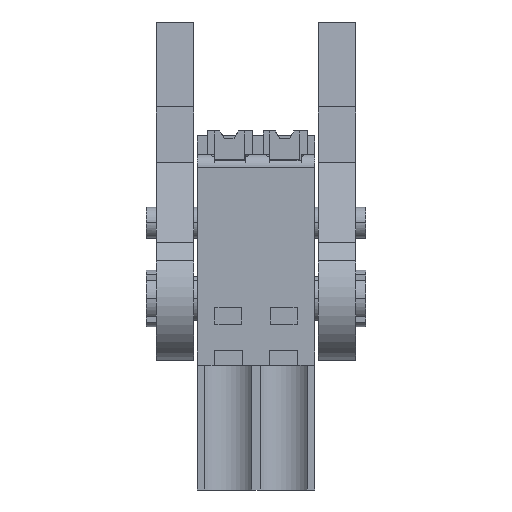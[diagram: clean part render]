
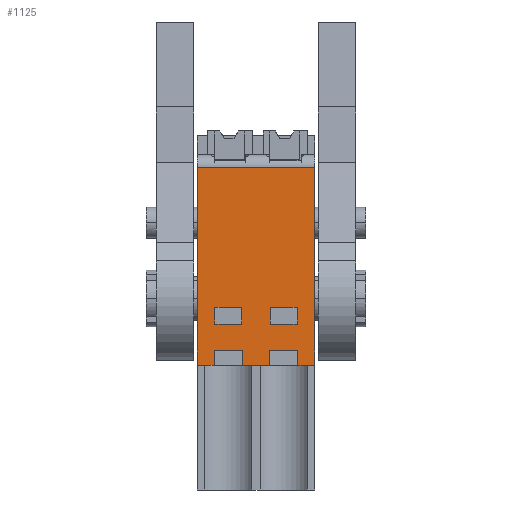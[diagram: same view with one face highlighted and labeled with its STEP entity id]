
A CAD part, front view. The second image highlights one B-rep face of the part: STEP entity #1125.
In plain terms, the highlighted planar face has unit normal (0, -1, 0).
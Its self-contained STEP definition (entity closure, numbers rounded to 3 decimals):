
#990=AXIS2_PLACEMENT_3D('Plane Axis2P3D',#987,#988,#989) ;
#98=CARTESIAN_POINT('Vertex',(3.25,5.297,7.9)) ;
#101=CARTESIAN_POINT('Line Origine',(3.25,5.297,14.15)) ;
#105=CARTESIAN_POINT('Vertex',(3.25,5.297,20.4)) ;
#864=CARTESIAN_POINT('Line Origine',(6.575,5.297,7.9)) ;
#868=CARTESIAN_POINT('Vertex',(6.1,5.297,7.9)) ;
#870=CARTESIAN_POINT('Vertex',(7.05,5.297,7.9)) ;
#891=CARTESIAN_POINT('Vertex',(4.3,5.297,7.9)) ;
#894=CARTESIAN_POINT('Line Origine',(3.775,5.297,7.9)) ;
#931=CARTESIAN_POINT('Vertex',(10.65,5.297,7.9)) ;
#934=CARTESIAN_POINT('Line Origine',(10.125,5.297,7.9)) ;
#938=CARTESIAN_POINT('Vertex',(9.6,5.297,7.9)) ;
#959=CARTESIAN_POINT('Vertex',(7.8,5.297,7.9)) ;
#962=CARTESIAN_POINT('Line Origine',(7.425,5.297,7.9)) ;
#987=CARTESIAN_POINT('Axis2P3D Location',(3.43,5.297,7.9)) ;
#992=CARTESIAN_POINT('Line Origine',(7.8,5.297,8.375)) ;
#996=CARTESIAN_POINT('Vertex',(7.8,5.297,8.85)) ;
#999=CARTESIAN_POINT('Line Origine',(8.7,5.297,8.85)) ;
#1003=CARTESIAN_POINT('Vertex',(9.6,5.297,8.85)) ;
#1006=CARTESIAN_POINT('Line Origine',(9.6,5.297,8.375)) ;
#1011=CARTESIAN_POINT('Line Origine',(10.65,5.297,14.15)) ;
#1015=CARTESIAN_POINT('Vertex',(10.65,5.297,20.4)) ;
#1018=CARTESIAN_POINT('Line Origine',(6.95,5.297,20.4)) ;
#1023=CARTESIAN_POINT('Line Origine',(4.3,5.297,8.375)) ;
#1027=CARTESIAN_POINT('Vertex',(4.3,5.297,8.85)) ;
#1030=CARTESIAN_POINT('Line Origine',(5.2,5.297,8.85)) ;
#1034=CARTESIAN_POINT('Vertex',(6.1,5.297,8.85)) ;
#1037=CARTESIAN_POINT('Line Origine',(6.1,5.297,8.375)) ;
#1057=CARTESIAN_POINT('Line Origine',(8.7,5.297,11.55)) ;
#1061=CARTESIAN_POINT('Vertex',(9.55,5.297,11.55)) ;
#1063=CARTESIAN_POINT('Vertex',(7.85,5.297,11.55)) ;
#1066=CARTESIAN_POINT('Line Origine',(9.55,5.297,11.017)) ;
#1070=CARTESIAN_POINT('Vertex',(9.55,5.297,10.484)) ;
#1073=CARTESIAN_POINT('Line Origine',(8.7,5.297,10.484)) ;
#1077=CARTESIAN_POINT('Vertex',(7.85,5.297,10.484)) ;
#1080=CARTESIAN_POINT('Line Origine',(7.85,5.297,11.017)) ;
#1091=CARTESIAN_POINT('Line Origine',(6.05,5.297,11.017)) ;
#1095=CARTESIAN_POINT('Vertex',(6.05,5.297,10.484)) ;
#1097=CARTESIAN_POINT('Vertex',(6.05,5.297,11.55)) ;
#1100=CARTESIAN_POINT('Line Origine',(5.2,5.297,10.484)) ;
#1104=CARTESIAN_POINT('Vertex',(4.35,5.297,10.484)) ;
#1107=CARTESIAN_POINT('Line Origine',(4.35,5.297,11.017)) ;
#1111=CARTESIAN_POINT('Vertex',(4.35,5.297,11.55)) ;
#1114=CARTESIAN_POINT('Line Origine',(5.2,5.297,11.55)) ;
#102=DIRECTION('Vector Direction',(0.,0.,1.)) ;
#865=DIRECTION('Vector Direction',(1.,0.,0.)) ;
#895=DIRECTION('Vector Direction',(1.,0.,0.)) ;
#935=DIRECTION('Vector Direction',(1.,0.,0.)) ;
#963=DIRECTION('Vector Direction',(1.,0.,0.)) ;
#988=DIRECTION('Axis2P3D Direction',(0.,1.,0.)) ;
#989=DIRECTION('Axis2P3D XDirection',(0.,0.,1.)) ;
#993=DIRECTION('Vector Direction',(0.,0.,-1.)) ;
#1000=DIRECTION('Vector Direction',(-1.,0.,0.)) ;
#1007=DIRECTION('Vector Direction',(0.,0.,1.)) ;
#1012=DIRECTION('Vector Direction',(0.,0.,1.)) ;
#1019=DIRECTION('Vector Direction',(1.,0.,0.)) ;
#1024=DIRECTION('Vector Direction',(0.,0.,-1.)) ;
#1031=DIRECTION('Vector Direction',(-1.,0.,0.)) ;
#1038=DIRECTION('Vector Direction',(0.,0.,1.)) ;
#1058=DIRECTION('Vector Direction',(-1.,0.,0.)) ;
#1067=DIRECTION('Vector Direction',(0.,0.,-1.)) ;
#1074=DIRECTION('Vector Direction',(1.,0.,0.)) ;
#1081=DIRECTION('Vector Direction',(0.,0.,1.)) ;
#1092=DIRECTION('Vector Direction',(0.,0.,-1.)) ;
#1101=DIRECTION('Vector Direction',(1.,0.,0.)) ;
#1108=DIRECTION('Vector Direction',(0.,0.,1.)) ;
#1115=DIRECTION('Vector Direction',(-1.,0.,0.)) ;
#103=VECTOR('Line Direction',#102,1.) ;
#866=VECTOR('Line Direction',#865,1.) ;
#896=VECTOR('Line Direction',#895,1.) ;
#936=VECTOR('Line Direction',#935,1.) ;
#964=VECTOR('Line Direction',#963,1.) ;
#994=VECTOR('Line Direction',#993,1.) ;
#1001=VECTOR('Line Direction',#1000,1.) ;
#1008=VECTOR('Line Direction',#1007,1.) ;
#1013=VECTOR('Line Direction',#1012,1.) ;
#1020=VECTOR('Line Direction',#1019,1.) ;
#1025=VECTOR('Line Direction',#1024,1.) ;
#1032=VECTOR('Line Direction',#1031,1.) ;
#1039=VECTOR('Line Direction',#1038,1.) ;
#1059=VECTOR('Line Direction',#1058,1.) ;
#1068=VECTOR('Line Direction',#1067,1.) ;
#1075=VECTOR('Line Direction',#1074,1.) ;
#1082=VECTOR('Line Direction',#1081,1.) ;
#1093=VECTOR('Line Direction',#1092,1.) ;
#1102=VECTOR('Line Direction',#1101,1.) ;
#1109=VECTOR('Line Direction',#1108,1.) ;
#1116=VECTOR('Line Direction',#1115,1.) ;
#1043=ORIENTED_EDGE('',*,*,#966,.T.) ;
#1044=ORIENTED_EDGE('',*,*,#998,.F.) ;
#1045=ORIENTED_EDGE('',*,*,#1005,.F.) ;
#1046=ORIENTED_EDGE('',*,*,#1010,.F.) ;
#1047=ORIENTED_EDGE('',*,*,#940,.T.) ;
#1048=ORIENTED_EDGE('',*,*,#1017,.T.) ;
#1049=ORIENTED_EDGE('',*,*,#1022,.F.) ;
#1050=ORIENTED_EDGE('',*,*,#107,.F.) ;
#1051=ORIENTED_EDGE('',*,*,#898,.T.) ;
#1052=ORIENTED_EDGE('',*,*,#1029,.F.) ;
#1053=ORIENTED_EDGE('',*,*,#1036,.F.) ;
#1054=ORIENTED_EDGE('',*,*,#1041,.F.) ;
#1055=ORIENTED_EDGE('',*,*,#872,.T.) ;
#1086=ORIENTED_EDGE('',*,*,#1065,.F.) ;
#1087=ORIENTED_EDGE('',*,*,#1072,.F.) ;
#1088=ORIENTED_EDGE('',*,*,#1079,.F.) ;
#1089=ORIENTED_EDGE('',*,*,#1084,.F.) ;
#1120=ORIENTED_EDGE('',*,*,#1099,.F.) ;
#1121=ORIENTED_EDGE('',*,*,#1106,.F.) ;
#1122=ORIENTED_EDGE('',*,*,#1113,.F.) ;
#1123=ORIENTED_EDGE('',*,*,#1118,.F.) ;
#1090=FACE_BOUND('',#1085,.T.) ;
#1124=FACE_BOUND('',#1119,.T.) ;
#1125=ADVANCED_FACE('HOUSING',(#1056,#1090,#1124),#991,.F.) ;
#107=EDGE_CURVE('',#99,#106,#104,.T.) ;
#872=EDGE_CURVE('',#869,#871,#867,.T.) ;
#898=EDGE_CURVE('',#99,#892,#897,.T.) ;
#940=EDGE_CURVE('',#939,#932,#937,.T.) ;
#966=EDGE_CURVE('',#871,#960,#965,.T.) ;
#998=EDGE_CURVE('',#997,#960,#995,.T.) ;
#1005=EDGE_CURVE('',#1004,#997,#1002,.T.) ;
#1010=EDGE_CURVE('',#939,#1004,#1009,.T.) ;
#1017=EDGE_CURVE('',#932,#1016,#1014,.T.) ;
#1022=EDGE_CURVE('',#106,#1016,#1021,.T.) ;
#1029=EDGE_CURVE('',#1028,#892,#1026,.T.) ;
#1036=EDGE_CURVE('',#1035,#1028,#1033,.T.) ;
#1041=EDGE_CURVE('',#869,#1035,#1040,.T.) ;
#1065=EDGE_CURVE('',#1062,#1064,#1060,.T.) ;
#1072=EDGE_CURVE('',#1071,#1062,#1069,.F.) ;
#1079=EDGE_CURVE('',#1078,#1071,#1076,.T.) ;
#1084=EDGE_CURVE('',#1064,#1078,#1083,.F.) ;
#1099=EDGE_CURVE('',#1096,#1098,#1094,.F.) ;
#1106=EDGE_CURVE('',#1105,#1096,#1103,.T.) ;
#1113=EDGE_CURVE('',#1112,#1105,#1110,.F.) ;
#1118=EDGE_CURVE('',#1098,#1112,#1117,.T.) ;
#1042=EDGE_LOOP('',(#1043,#1044,#1045,#1046,#1047,#1048,#1049,#1050,#1051,#1052,#1053,#1054,#1055)) ;
#1085=EDGE_LOOP('',(#1086,#1087,#1088,#1089)) ;
#1119=EDGE_LOOP('',(#1120,#1121,#1122,#1123)) ;
#1056=FACE_OUTER_BOUND('',#1042,.T.) ;
#104=LINE('Line',#101,#103) ;
#867=LINE('Line',#864,#866) ;
#897=LINE('Line',#894,#896) ;
#937=LINE('Line',#934,#936) ;
#965=LINE('Line',#962,#964) ;
#995=LINE('Line',#992,#994) ;
#1002=LINE('Line',#999,#1001) ;
#1009=LINE('Line',#1006,#1008) ;
#1014=LINE('Line',#1011,#1013) ;
#1021=LINE('Line',#1018,#1020) ;
#1026=LINE('Line',#1023,#1025) ;
#1033=LINE('Line',#1030,#1032) ;
#1040=LINE('Line',#1037,#1039) ;
#1060=LINE('Line',#1057,#1059) ;
#1069=LINE('Line',#1066,#1068) ;
#1076=LINE('Line',#1073,#1075) ;
#1083=LINE('Line',#1080,#1082) ;
#1094=LINE('Line',#1091,#1093) ;
#1103=LINE('Line',#1100,#1102) ;
#1110=LINE('Line',#1107,#1109) ;
#1117=LINE('Line',#1114,#1116) ;
#991=PLANE('',#990) ;
#99=VERTEX_POINT('',#98) ;
#106=VERTEX_POINT('',#105) ;
#869=VERTEX_POINT('',#868) ;
#871=VERTEX_POINT('',#870) ;
#892=VERTEX_POINT('',#891) ;
#932=VERTEX_POINT('',#931) ;
#939=VERTEX_POINT('',#938) ;
#960=VERTEX_POINT('',#959) ;
#997=VERTEX_POINT('',#996) ;
#1004=VERTEX_POINT('',#1003) ;
#1016=VERTEX_POINT('',#1015) ;
#1028=VERTEX_POINT('',#1027) ;
#1035=VERTEX_POINT('',#1034) ;
#1062=VERTEX_POINT('',#1061) ;
#1064=VERTEX_POINT('',#1063) ;
#1071=VERTEX_POINT('',#1070) ;
#1078=VERTEX_POINT('',#1077) ;
#1096=VERTEX_POINT('',#1095) ;
#1098=VERTEX_POINT('',#1097) ;
#1105=VERTEX_POINT('',#1104) ;
#1112=VERTEX_POINT('',#1111) ;
